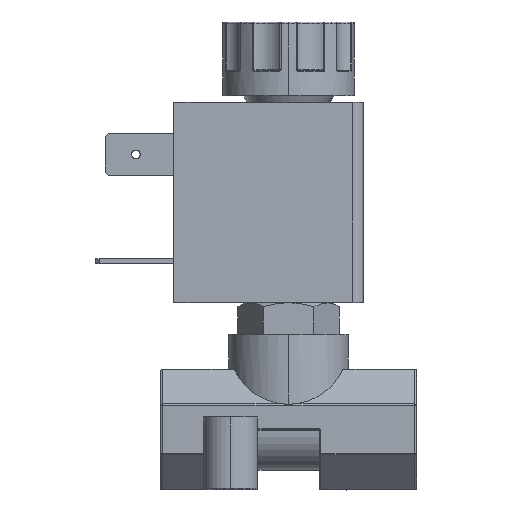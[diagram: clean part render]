
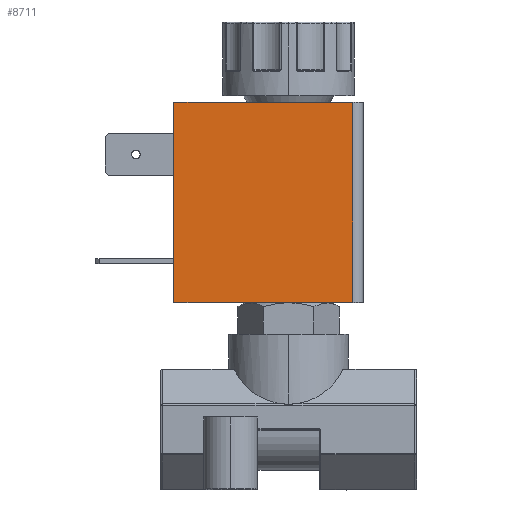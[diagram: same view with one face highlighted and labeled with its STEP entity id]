
A CAD part, top view. The second image highlights one B-rep face of the part: STEP entity #8711.
In plain terms, the highlighted planar face has unit normal (0, 0, 1).
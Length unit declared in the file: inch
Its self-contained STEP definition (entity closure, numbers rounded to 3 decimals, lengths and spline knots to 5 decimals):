
#455 = DIRECTION ( 'NONE',  ( 0., 1., 0. ) ) ;
#565 = PLANE ( 'NONE',  #9784 ) ;
#1190 = EDGE_CURVE ( 'NONE', #10625, #8913, #2098, .T. ) ;
#1516 = EDGE_CURVE ( 'NONE', #8021, #8913, #4083, .T. ) ;
#2098 = LINE ( 'NONE', #11252, #6561 ) ;
#2261 = ORIENTED_EDGE ( 'NONE', *, *, #1516, .T. ) ;
#2266 = DIRECTION ( 'NONE',  ( 0., 1., 0. ) ) ;
#2457 = VERTEX_POINT ( 'NONE', #6559 ) ;
#2536 = VECTOR ( 'NONE', #8161, 39.37008 ) ;
#3061 = ORIENTED_EDGE ( 'NONE', *, *, #8222, .F. ) ;
#3230 = CARTESIAN_POINT ( 'NONE',  ( -0.66929, 0.742, 0.435 ) ) ;
#3448 = CARTESIAN_POINT ( 'NONE',  ( -0.66929, 0.742, 0.435 ) ) ;
#4083 = LINE ( 'NONE', #4978, #9420 ) ;
#4380 = LINE ( 'NONE', #10856, #2536 ) ;
#4978 = CARTESIAN_POINT ( 'NONE',  ( -0.66929, 0.742, 0.435 ) ) ;
#5106 = DIRECTION ( 'NONE',  ( 1., 0., 0. ) ) ;
#5335 = ORIENTED_EDGE ( 'NONE', *, *, #1190, .F. ) ;
#5735 = DIRECTION ( 'NONE',  ( 0., -1., 0. ) ) ;
#5935 = EDGE_LOOP ( 'NONE', ( #5335, #11767, #3061, #2261 ) ) ;
#6264 = EDGE_CURVE ( 'NONE', #10625, #2457, #4380, .T. ) ;
#6559 = CARTESIAN_POINT ( 'NONE',  ( -0.66929, 1.909, 0.435 ) ) ;
#6561 = VECTOR ( 'NONE', #5735, 39.37008 ) ;
#7301 = CARTESIAN_POINT ( 'NONE',  ( 0.37471, 0.742, 0.435 ) ) ;
#7603 = LINE ( 'NONE', #10574, #8060 ) ;
#8021 = VERTEX_POINT ( 'NONE', #3448 ) ;
#8060 = VECTOR ( 'NONE', #2266, 39.37008 ) ;
#8161 = DIRECTION ( 'NONE',  ( -1., 0., 0. ) ) ;
#8222 = EDGE_CURVE ( 'NONE', #8021, #2457, #7603, .T. ) ;
#8689 = DIRECTION ( 'NONE',  ( 0., 0., -1. ) ) ;
#8711 = ADVANCED_FACE ( 'Defeatured_0_159', ( #10485 ), #565, .F. ) ;
#8913 = VERTEX_POINT ( 'NONE', #7301 ) ;
#9420 = VECTOR ( 'NONE', #5106, 39.37008 ) ;
#9784 = AXIS2_PLACEMENT_3D ( 'NONE', #3230, #8689, #455 ) ;
#9968 = CARTESIAN_POINT ( 'NONE',  ( 0.37471, 1.909, 0.435 ) ) ;
#10485 = FACE_OUTER_BOUND ( 'NONE', #5935, .T. ) ;
#10574 = CARTESIAN_POINT ( 'NONE',  ( -0.66929, 1.3255, 0.435 ) ) ;
#10625 = VERTEX_POINT ( 'NONE', #9968 ) ;
#10856 = CARTESIAN_POINT ( 'NONE',  ( -0.66929, 1.909, 0.435 ) ) ;
#11252 = CARTESIAN_POINT ( 'NONE',  ( 0.37471, 0.742, 0.435 ) ) ;
#11767 = ORIENTED_EDGE ( 'NONE', *, *, #6264, .T. ) ;
